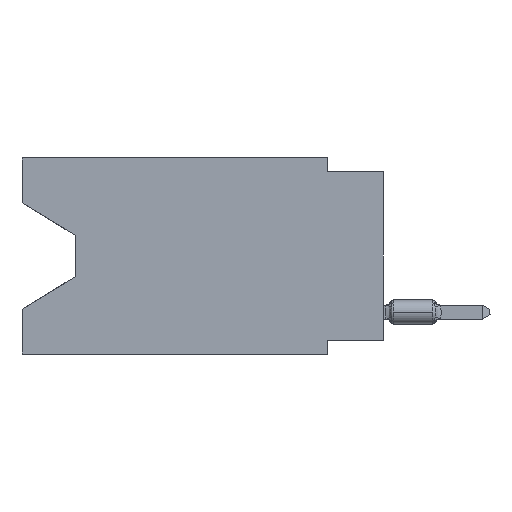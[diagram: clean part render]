
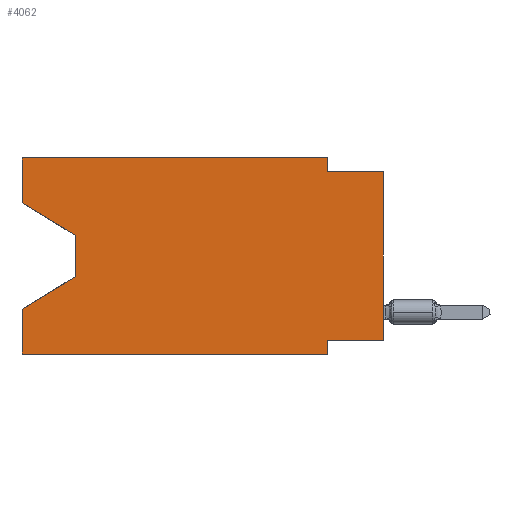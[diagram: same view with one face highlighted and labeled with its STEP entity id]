
A CAD part, left-side view. The second image highlights one B-rep face of the part: STEP entity #4062.
In plain terms, the highlighted planar face has unit normal (-1, 0, 0).
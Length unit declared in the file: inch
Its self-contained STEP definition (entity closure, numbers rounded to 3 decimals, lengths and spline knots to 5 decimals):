
#528 = VERTEX_POINT ( 'NONE', #51501 ) ;
#2137 = VECTOR ( 'NONE', #50125, 39.37008 ) ;
#2171 = CARTESIAN_POINT ( 'NONE',  ( 0., 0.645, -0.08025 ) ) ;
#2509 = VERTEX_POINT ( 'NONE', #57194 ) ;
#2547 = DIRECTION ( 'NONE',  ( 0., 0., -1. ) ) ;
#4062 = ADVANCED_FACE ( 'NONE', ( #21409 ), #16413, .F. ) ;
#4434 = EDGE_CURVE ( 'NONE', #47641, #38857, #52305, .T. ) ;
#5895 = LINE ( 'NONE', #23593, #24359 ) ;
#6082 = ORIENTED_EDGE ( 'NONE', *, *, #51403, .T. ) ;
#7125 = VERTEX_POINT ( 'NONE', #7705 ) ;
#7400 = CARTESIAN_POINT ( 'NONE',  ( 0., 0., -0.325 ) ) ;
#7705 = CARTESIAN_POINT ( 'NONE',  ( 0., 0.1, -0.025 ) ) ;
#8106 = CARTESIAN_POINT ( 'NONE',  ( 0., 0.1, 0. ) ) ;
#8291 = ORIENTED_EDGE ( 'NONE', *, *, #32194, .T. ) ;
#8512 = ORIENTED_EDGE ( 'NONE', *, *, #34556, .F. ) ;
#9632 = ORIENTED_EDGE ( 'NONE', *, *, #29819, .F. ) ;
#9976 = EDGE_CURVE ( 'NONE', #11989, #14042, #23663, .T. ) ;
#10463 = VECTOR ( 'NONE', #19229, 39.37008 ) ;
#11124 = CARTESIAN_POINT ( 'NONE',  ( 0., 0.1, -0.35 ) ) ;
#11905 = DIRECTION ( 'NONE',  ( 0., -1., 0. ) ) ;
#11939 = VECTOR ( 'NONE', #16774, 39.37008 ) ;
#11989 = VERTEX_POINT ( 'NONE', #54605 ) ;
#12520 = LINE ( 'NONE', #42902, #19156 ) ;
#12652 = CARTESIAN_POINT ( 'NONE',  ( 0., 0.1, 0. ) ) ;
#13052 = DIRECTION ( 'NONE',  ( 0., 0., 1. ) ) ;
#14042 = VERTEX_POINT ( 'NONE', #11124 ) ;
#14154 = LINE ( 'NONE', #45409, #2137 ) ;
#15016 = CARTESIAN_POINT ( 'NONE',  ( 0., 0., 0. ) ) ;
#15038 = VECTOR ( 'NONE', #11905, 39.37008 ) ;
#15829 = LINE ( 'NONE', #55679, #48494 ) ;
#16413 = PLANE ( 'NONE',  #24415 ) ;
#16774 = DIRECTION ( 'NONE',  ( 0., 0., -1. ) ) ;
#17359 = ORIENTED_EDGE ( 'NONE', *, *, #41952, .T. ) ;
#18227 = ORIENTED_EDGE ( 'NONE', *, *, #25980, .F. ) ;
#18241 = ORIENTED_EDGE ( 'NONE', *, *, #20122, .T. ) ;
#18587 = CARTESIAN_POINT ( 'NONE',  ( 0., 0.55, -0.212 ) ) ;
#19142 = DIRECTION ( 'NONE',  ( 0., 0., 1. ) ) ;
#19156 = VECTOR ( 'NONE', #56795, 39.37008 ) ;
#19229 = DIRECTION ( 'NONE',  ( 0., 0., -1. ) ) ;
#20122 = EDGE_CURVE ( 'NONE', #528, #21697, #25007, .T. ) ;
#20196 = VERTEX_POINT ( 'NONE', #34451 ) ;
#21409 = FACE_OUTER_BOUND ( 'NONE', #49446, .T. ) ;
#21629 = LINE ( 'NONE', #39911, #36177 ) ;
#21697 = VERTEX_POINT ( 'NONE', #43704 ) ;
#23593 = CARTESIAN_POINT ( 'NONE',  ( 0., 0.55, -0.212 ) ) ;
#23663 = LINE ( 'NONE', #46372, #10463 ) ;
#23881 = DIRECTION ( 'NONE',  ( 0., 0.855, -0.519 ) ) ;
#24025 = CARTESIAN_POINT ( 'NONE',  ( 0., 0., -0.025 ) ) ;
#24097 = VERTEX_POINT ( 'NONE', #34301 ) ;
#24359 = VECTOR ( 'NONE', #23881, 39.37008 ) ;
#24415 = AXIS2_PLACEMENT_3D ( 'NONE', #34690, #26115, #2547 ) ;
#25007 = LINE ( 'NONE', #15016, #53841 ) ;
#25980 = EDGE_CURVE ( 'NONE', #44768, #47641, #14154, .T. ) ;
#26115 = DIRECTION ( 'NONE',  ( 1., 0., 0. ) ) ;
#26485 = CARTESIAN_POINT ( 'NONE',  ( 0., 0.645, -0.08025 ) ) ;
#26766 = LINE ( 'NONE', #26485, #42719 ) ;
#28221 = EDGE_CURVE ( 'NONE', #7125, #21697, #37303, .T. ) ;
#29819 = EDGE_CURVE ( 'NONE', #2509, #20196, #21629, .T. ) ;
#29832 = ORIENTED_EDGE ( 'NONE', *, *, #28221, .F. ) ;
#30919 = EDGE_CURVE ( 'NONE', #44768, #24097, #26766, .T. ) ;
#31798 = ORIENTED_EDGE ( 'NONE', *, *, #9976, .F. ) ;
#32194 = EDGE_CURVE ( 'NONE', #24097, #58259, #15829, .T. ) ;
#34062 = EDGE_CURVE ( 'NONE', #528, #11989, #56399, .T. ) ;
#34301 = CARTESIAN_POINT ( 'NONE',  ( 0., 0.55, -0.138 ) ) ;
#34451 = CARTESIAN_POINT ( 'NONE',  ( 0., 0.645, -0.26975 ) ) ;
#34543 = DIRECTION ( 'NONE',  ( 0., 1., 0. ) ) ;
#34556 = EDGE_CURVE ( 'NONE', #38857, #7125, #57510, .T. ) ;
#34690 = CARTESIAN_POINT ( 'NONE',  ( 0., 0.645, 0. ) ) ;
#36177 = VECTOR ( 'NONE', #13052, 39.37008 ) ;
#37303 = LINE ( 'NONE', #24025, #46400 ) ;
#38857 = VERTEX_POINT ( 'NONE', #8106 ) ;
#39212 = ORIENTED_EDGE ( 'NONE', *, *, #4434, .F. ) ;
#39911 = CARTESIAN_POINT ( 'NONE',  ( 0., 0.645, 0. ) ) ;
#41952 = EDGE_CURVE ( 'NONE', #2509, #14042, #12520, .T. ) ;
#42013 = DIRECTION ( 'NONE',  ( 0., -1., 0. ) ) ;
#42719 = VECTOR ( 'NONE', #54187, 39.37008 ) ;
#42902 = CARTESIAN_POINT ( 'NONE',  ( 0., 0.645, -0.35 ) ) ;
#43704 = CARTESIAN_POINT ( 'NONE',  ( 0., 0., -0.025 ) ) ;
#44768 = VERTEX_POINT ( 'NONE', #2171 ) ;
#45409 = CARTESIAN_POINT ( 'NONE',  ( 0., 0.645, 0. ) ) ;
#46372 = CARTESIAN_POINT ( 'NONE',  ( 0., 0.1, -0.35 ) ) ;
#46400 = VECTOR ( 'NONE', #42013, 39.37008 ) ;
#47641 = VERTEX_POINT ( 'NONE', #48118 ) ;
#48118 = CARTESIAN_POINT ( 'NONE',  ( 0., 0.645, 0. ) ) ;
#48494 = VECTOR ( 'NONE', #51503, 39.37008 ) ;
#49446 = EDGE_LOOP ( 'NONE', ( #58392, #8291, #6082, #9632, #17359, #31798, #53096, #18241, #29832, #8512, #39212, #18227 ) ) ;
#50125 = DIRECTION ( 'NONE',  ( 0., 0., 1. ) ) ;
#51403 = EDGE_CURVE ( 'NONE', #58259, #20196, #5895, .T. ) ;
#51501 = CARTESIAN_POINT ( 'NONE',  ( 0., 0., -0.325 ) ) ;
#51503 = DIRECTION ( 'NONE',  ( 0., 0., -1. ) ) ;
#52305 = LINE ( 'NONE', #56484, #15038 ) ;
#52391 = VECTOR ( 'NONE', #34543, 39.37008 ) ;
#53096 = ORIENTED_EDGE ( 'NONE', *, *, #34062, .F. ) ;
#53841 = VECTOR ( 'NONE', #19142, 39.37008 ) ;
#54187 = DIRECTION ( 'NONE',  ( 0., -0.855, -0.519 ) ) ;
#54605 = CARTESIAN_POINT ( 'NONE',  ( 0., 0.1, -0.325 ) ) ;
#55679 = CARTESIAN_POINT ( 'NONE',  ( 0., 0.55, -0.138 ) ) ;
#56399 = LINE ( 'NONE', #7400, #52391 ) ;
#56484 = CARTESIAN_POINT ( 'NONE',  ( 0., 0.645, 0. ) ) ;
#56795 = DIRECTION ( 'NONE',  ( 0., -1., 0. ) ) ;
#57194 = CARTESIAN_POINT ( 'NONE',  ( 0., 0.645, -0.35 ) ) ;
#57510 = LINE ( 'NONE', #12652, #11939 ) ;
#58259 = VERTEX_POINT ( 'NONE', #18587 ) ;
#58392 = ORIENTED_EDGE ( 'NONE', *, *, #30919, .T. ) ;
